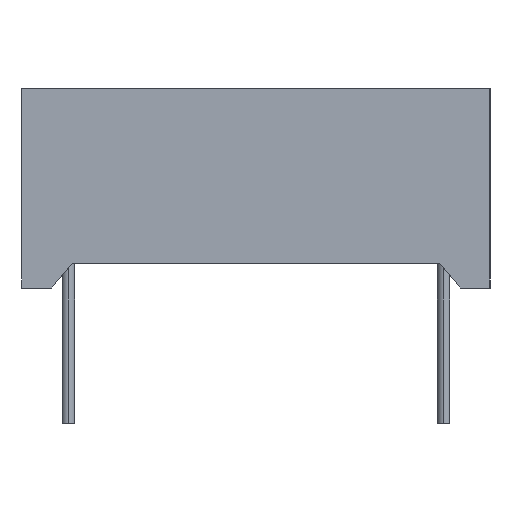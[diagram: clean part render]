
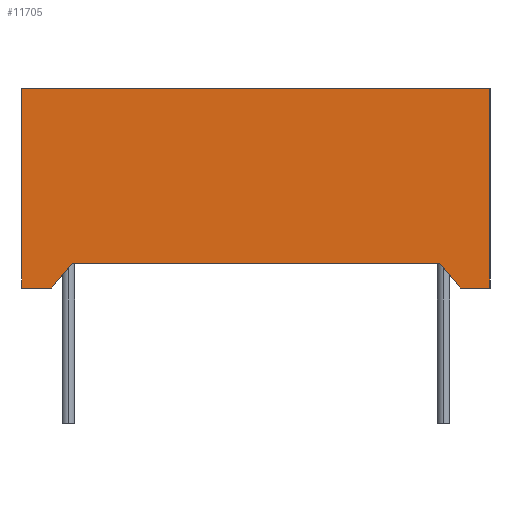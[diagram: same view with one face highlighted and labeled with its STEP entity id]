
A CAD part, left-side view. The second image highlights one B-rep face of the part: STEP entity #11705.
In plain terms, the highlighted planar face has unit normal (-1, 0, 0).
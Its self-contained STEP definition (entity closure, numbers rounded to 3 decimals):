
#209 = CARTESIAN_POINT ( 'NONE',  ( -18.8, -7.461, 1. ) ) ;
#238 = EDGE_CURVE ( 'NONE', #11676, #6513, #2472, .T. ) ;
#936 = CARTESIAN_POINT ( 'NONE',  ( -18.8, 9.5, 8.1 ) ) ;
#1300 = DIRECTION ( 'NONE',  ( 0., 0., -1. ) ) ;
#1784 = VERTEX_POINT ( 'NONE', #209 ) ;
#1961 = CARTESIAN_POINT ( 'NONE',  ( -18.8, 9.5, 8.1 ) ) ;
#2078 = CARTESIAN_POINT ( 'NONE',  ( -18.8, 8.3, 0. ) ) ;
#2472 = LINE ( 'NONE', #3829, #4554 ) ;
#2576 = VERTEX_POINT ( 'NONE', #5878 ) ;
#2580 = CARTESIAN_POINT ( 'NONE',  ( -18.8, -9.5, 8.1 ) ) ;
#2953 = DIRECTION ( 'NONE',  ( 1., 0., 0. ) ) ;
#3049 = ORIENTED_EDGE ( 'NONE', *, *, #15825, .F. ) ;
#3107 = EDGE_CURVE ( 'NONE', #1784, #11008, #5745, .T. ) ;
#3206 = CARTESIAN_POINT ( 'NONE',  ( -18.8, 7.461, 1. ) ) ;
#3608 = DIRECTION ( 'NONE',  ( 0., 0.643, -0.766 ) ) ;
#3829 = CARTESIAN_POINT ( 'NONE',  ( -18.8, 9.5, 0. ) ) ;
#4034 = ORIENTED_EDGE ( 'NONE', *, *, #15420, .F. ) ;
#4133 = LINE ( 'NONE', #10640, #5804 ) ;
#4366 = LINE ( 'NONE', #9010, #16422 ) ;
#4554 = VECTOR ( 'NONE', #5273, 1000. ) ;
#4717 = ORIENTED_EDGE ( 'NONE', *, *, #3107, .F. ) ;
#4780 = ORIENTED_EDGE ( 'NONE', *, *, #11933, .T. ) ;
#5231 = ORIENTED_EDGE ( 'NONE', *, *, #238, .T. ) ;
#5251 = LINE ( 'NONE', #14184, #13594 ) ;
#5273 = DIRECTION ( 'NONE',  ( 0., -1., 0. ) ) ;
#5587 = CARTESIAN_POINT ( 'NONE',  ( -18.8, 9.5, 8.1 ) ) ;
#5745 = LINE ( 'NONE', #3206, #11417 ) ;
#5755 = EDGE_CURVE ( 'NONE', #11008, #13613, #8455, .T. ) ;
#5804 = VECTOR ( 'NONE', #12897, 1000. ) ;
#5878 = CARTESIAN_POINT ( 'NONE',  ( -18.8, 9.5, 0. ) ) ;
#6513 = VERTEX_POINT ( 'NONE', #15804 ) ;
#6734 = VERTEX_POINT ( 'NONE', #2580 ) ;
#7749 = ORIENTED_EDGE ( 'NONE', *, *, #9471, .F. ) ;
#7995 = CARTESIAN_POINT ( 'NONE',  ( -18.8, 9.5, 0. ) ) ;
#8455 = LINE ( 'NONE', #2078, #14435 ) ;
#8950 = EDGE_LOOP ( 'NONE', ( #11205, #11432, #4717, #7749, #5231, #4034, #3049, #4780 ) ) ;
#9010 = CARTESIAN_POINT ( 'NONE',  ( -18.8, -9.5, 8.1 ) ) ;
#9331 = PLANE ( 'NONE',  #14300 ) ;
#9471 = EDGE_CURVE ( 'NONE', #11676, #1784, #4133, .T. ) ;
#9733 = VECTOR ( 'NONE', #15647, 1000. ) ;
#10338 = CARTESIAN_POINT ( 'NONE',  ( -18.8, -8.3, 0. ) ) ;
#10518 = LINE ( 'NONE', #7995, #9733 ) ;
#10606 = CARTESIAN_POINT ( 'NONE',  ( -18.8, 7.461, 1. ) ) ;
#10640 = CARTESIAN_POINT ( 'NONE',  ( -18.8, -7.461, 1. ) ) ;
#10660 = DIRECTION ( 'NONE',  ( 0., 0., -1. ) ) ;
#11008 = VERTEX_POINT ( 'NONE', #10606 ) ;
#11205 = ORIENTED_EDGE ( 'NONE', *, *, #11418, .T. ) ;
#11417 = VECTOR ( 'NONE', #12337, 1000. ) ;
#11418 = EDGE_CURVE ( 'NONE', #2576, #13613, #10518, .T. ) ;
#11432 = ORIENTED_EDGE ( 'NONE', *, *, #5755, .F. ) ;
#11490 = LINE ( 'NONE', #936, #12672 ) ;
#11596 = FACE_OUTER_BOUND ( 'NONE', #8950, .T. ) ;
#11676 = VERTEX_POINT ( 'NONE', #10338 ) ;
#11705 = ADVANCED_FACE ( 'NONE', ( #11596 ), #9331, .F. ) ;
#11933 = EDGE_CURVE ( 'NONE', #14886, #2576, #11490, .T. ) ;
#12337 = DIRECTION ( 'NONE',  ( 0., 1., 0. ) ) ;
#12672 = VECTOR ( 'NONE', #12734, 1000. ) ;
#12734 = DIRECTION ( 'NONE',  ( 0., 0., -1. ) ) ;
#12897 = DIRECTION ( 'NONE',  ( 0., 0.643, 0.766 ) ) ;
#12913 = DIRECTION ( 'NONE',  ( 0., -1., 0. ) ) ;
#13594 = VECTOR ( 'NONE', #12913, 1000. ) ;
#13613 = VERTEX_POINT ( 'NONE', #13908 ) ;
#13908 = CARTESIAN_POINT ( 'NONE',  ( -18.8, 8.3, 0. ) ) ;
#14184 = CARTESIAN_POINT ( 'NONE',  ( -18.8, 9.5, 8.1 ) ) ;
#14300 = AXIS2_PLACEMENT_3D ( 'NONE', #5587, #2953, #10660 ) ;
#14435 = VECTOR ( 'NONE', #3608, 1000. ) ;
#14886 = VERTEX_POINT ( 'NONE', #1961 ) ;
#15420 = EDGE_CURVE ( 'NONE', #6734, #6513, #4366, .T. ) ;
#15647 = DIRECTION ( 'NONE',  ( 0., -1., 0. ) ) ;
#15804 = CARTESIAN_POINT ( 'NONE',  ( -18.8, -9.5, 0. ) ) ;
#15825 = EDGE_CURVE ( 'NONE', #14886, #6734, #5251, .T. ) ;
#16422 = VECTOR ( 'NONE', #1300, 1000. ) ;
